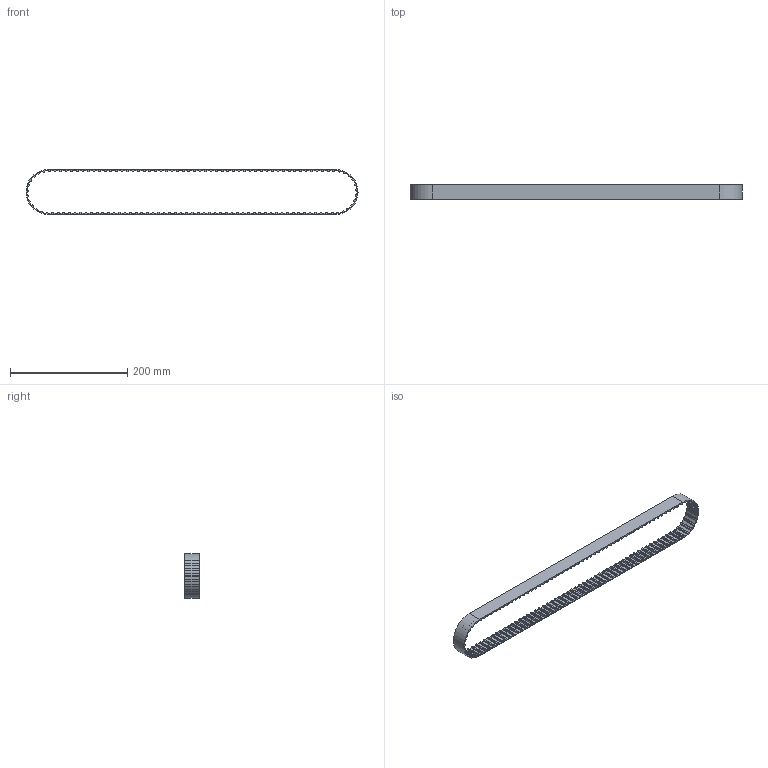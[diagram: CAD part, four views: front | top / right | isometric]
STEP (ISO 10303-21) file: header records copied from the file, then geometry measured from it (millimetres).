
FILE_DESCRIPTION (( 'STEP AP214' ), '1' );
FILE_NAME ('480L100NG.step', '2015-04-08T22:57:29', ( '' ), ( '' ), 'SwSTEP 2.0', 'SolidWorks 2014', '' );
FILE_SCHEMA (( 'AUTOMOTIVE_DESIGN' ));
Length unit declared in the file: inch
Products named in the file (1): 480L100NG
Bounding box: 566.11 x 25.4 x 76.2 mm (x, y, z)
Volume: 71403.7 mm3; surface area: 74720.3 mm2
Topology: 1 solids, 1 shells, 1040 faces, 3114 edges, 2076 vertices
Faces by surface type: cylinder 551, plane 489
Entity records: 35424 total; most frequent: DIRECTION 6298, CARTESIAN_POINT 6231, ORIENTED_EDGE 6228, EDGE_CURVE 3114, AXIS2_PLACEMENT_3D 2143, VERTEX_POINT 2076, VECTOR 2012, LINE 2012
